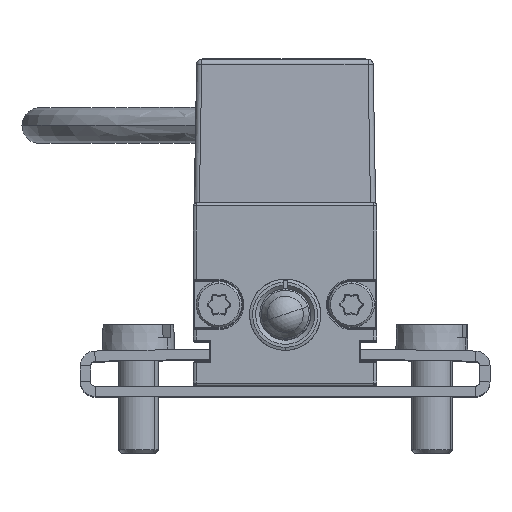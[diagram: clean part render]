
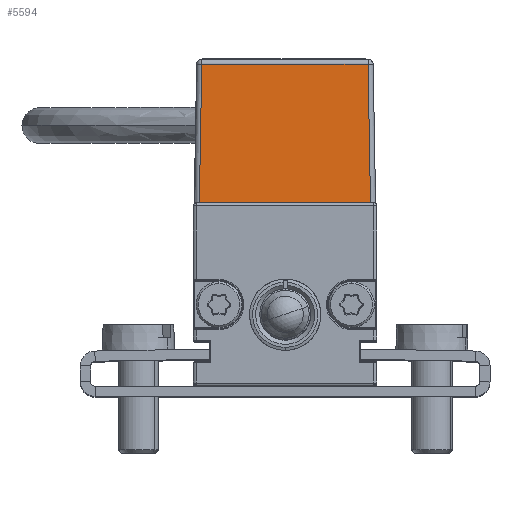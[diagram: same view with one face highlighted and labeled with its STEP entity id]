
A CAD part, top view. The second image highlights one B-rep face of the part: STEP entity #5594.
In plain terms, the highlighted planar face has unit normal (0, 0.018, 1).
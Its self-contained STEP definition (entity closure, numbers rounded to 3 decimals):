
#1147 = ORIENTED_EDGE ( 'NONE', *, *, #12821, .T. ) ;
#5594 = ADVANCED_FACE ( 'NONE', ( #10843 ), #10824, .T. ) ;
#6596 = ORIENTED_EDGE ( 'NONE', *, *, #12833, .T. ) ;
#6649 = ORIENTED_EDGE ( 'NONE', *, *, #12822, .T. ) ;
#6725 = ORIENTED_EDGE ( 'NONE', *, *, #12827, .T. ) ;
#6859 = EDGE_LOOP ( 'NONE', ( #6649, #6596, #6725, #1147 ) ) ;
#7103 = LINE ( 'NONE', #7110, #24306 ) ;
#7106 = LINE ( 'NONE', #7108, #24302 ) ;
#7108 = CARTESIAN_POINT ( 'NONE',  ( -8.929, 18., 57.784 ) ) ;
#7109 = DIRECTION ( 'NONE',  ( 1., 0., 0. ) ) ;
#7110 = CARTESIAN_POINT ( 'NONE',  ( 8.36, 18.302, 57.779 ) ) ;
#7111 = DIRECTION ( 'NONE',  ( -0.017, 1., -0.017 ) ) ;
#7113 = LINE ( 'NONE', #7124, #24310 ) ;
#7124 = CARTESIAN_POINT ( 'NONE',  ( -8.426, 17.991, 57.784 ) ) ;
#7125 = DIRECTION ( 'NONE',  ( -0.017, -1., 0.017 ) ) ;
#7134 = CARTESIAN_POINT ( 'NONE',  ( -8.929, 31.583, 57.547 ) ) ;
#7139 = LINE ( 'NONE', #7134, #24316 ) ;
#7143 = DIRECTION ( 'NONE',  ( -1., 0., 0. ) ) ;
#10824 = PLANE ( 'NONE',  #25964 ) ;
#10843 = FACE_OUTER_BOUND ( 'NONE', #6859, .T. ) ;
#10859 = CARTESIAN_POINT ( 'NONE',  ( -8.929, 18., 57.784 ) ) ;
#10861 = DIRECTION ( 'NONE',  ( 0., 0.017, 1. ) ) ;
#10862 = DIRECTION ( 'NONE',  ( 0., -1., 0.017 ) ) ;
#12821 = EDGE_CURVE ( 'NONE', #29065, #30111, #7106, .T. ) ;
#12822 = EDGE_CURVE ( 'NONE', #30111, #29074, #7103, .T. ) ;
#12827 = EDGE_CURVE ( 'NONE', #30113, #29065, #7113, .T. ) ;
#12833 = EDGE_CURVE ( 'NONE', #29074, #30113, #7139, .T. ) ;
#22650 = CARTESIAN_POINT ( 'NONE',  ( -8.426, 18., 57.784 ) ) ;
#22656 = CARTESIAN_POINT ( 'NONE',  ( 8.129, 31.583, 57.547 ) ) ;
#23488 = CARTESIAN_POINT ( 'NONE',  ( 8.366, 18., 57.784 ) ) ;
#23489 = CARTESIAN_POINT ( 'NONE',  ( -8.189, 31.583, 57.547 ) ) ;
#24302 = VECTOR ( 'NONE', #7109, 1000. ) ;
#24306 = VECTOR ( 'NONE', #7111, 1000. ) ;
#24310 = VECTOR ( 'NONE', #7125, 1000. ) ;
#24316 = VECTOR ( 'NONE', #7143, 1000. ) ;
#25964 = AXIS2_PLACEMENT_3D ( 'NONE', #10859, #10861, #10862 ) ;
#29065 = VERTEX_POINT ( 'NONE', #22650 ) ;
#29074 = VERTEX_POINT ( 'NONE', #22656 ) ;
#30111 = VERTEX_POINT ( 'NONE', #23488 ) ;
#30113 = VERTEX_POINT ( 'NONE', #23489 ) ;
